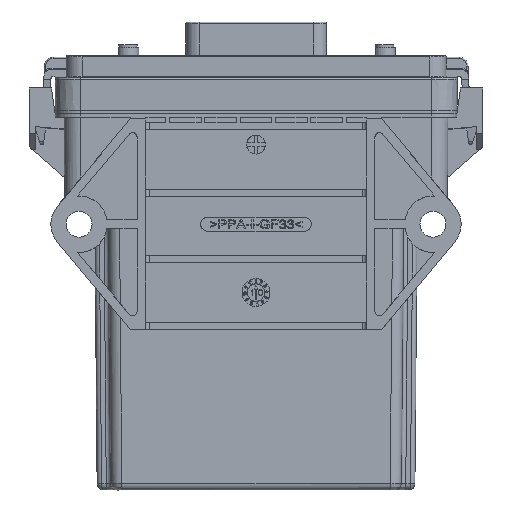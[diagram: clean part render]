
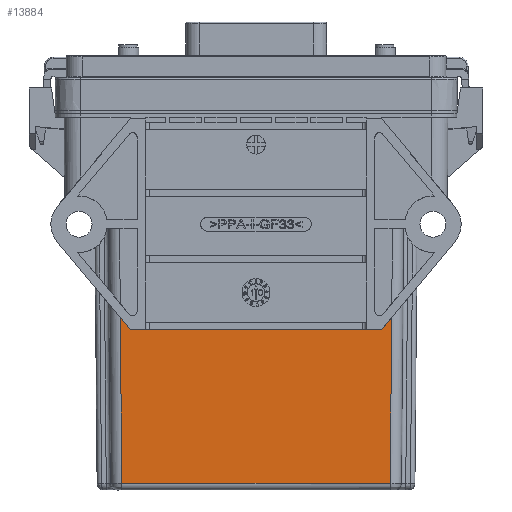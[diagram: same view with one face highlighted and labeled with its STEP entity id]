
A CAD part, front view. The second image highlights one B-rep face of the part: STEP entity #13884.
In plain terms, the highlighted planar face has unit normal (0, -1, -0.009).
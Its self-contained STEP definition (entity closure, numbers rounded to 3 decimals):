
#45 = CARTESIAN_POINT ( 'NONE',  ( -38.957, -17.596, -62.334 ) ) ;
#2590 = DIRECTION ( 'NONE',  ( -0.009, 0.009, -1. ) ) ;
#5727 = LINE ( 'NONE', #119929, #41361 ) ;
#13038 = VERTEX_POINT ( 'NONE', #173874 ) ;
#13884 = ADVANCED_FACE ( 'NONE', ( #110610 ), #40369, .T. ) ;
#15201 = ORIENTED_EDGE ( 'NONE', *, *, #75898, .T. ) ;
#27347 = DIRECTION ( 'NONE',  ( 1., 0., 0. ) ) ;
#28840 = ORIENTED_EDGE ( 'NONE', *, *, #65788, .F. ) ;
#30677 = CARTESIAN_POINT ( 'NONE',  ( 38.545, -17.18, -109.999 ) ) ;
#38519 = DIRECTION ( 'NONE',  ( 0.009, 0.009, -1. ) ) ;
#40369 = PLANE ( 'NONE',  #73809 ) ;
#41095 = DIRECTION ( 'NONE',  ( 0.642, 0.007, -0.767 ) ) ;
#41361 = VECTOR ( 'NONE', #48802, 1000. ) ;
#41399 = LINE ( 'NONE', #182659, #119251 ) ;
#42872 = LINE ( 'NONE', #30677, #141312 ) ;
#48802 = DIRECTION ( 'NONE',  ( 0.642, -0.007, 0.767 ) ) ;
#50748 = DIRECTION ( 'NONE',  ( 0., 0.009, -1. ) ) ;
#52656 = CARTESIAN_POINT ( 'NONE',  ( 36.068, -17.566, -65.786 ) ) ;
#54853 = ORIENTED_EDGE ( 'NONE', *, *, #92334, .T. ) ;
#55350 = VERTEX_POINT ( 'NONE', #152366 ) ;
#62775 = DIRECTION ( 'NONE',  ( 1., 0., 0. ) ) ;
#65788 = EDGE_CURVE ( 'NONE', #55350, #123467, #41399, .T. ) ;
#66626 = DIRECTION ( 'NONE',  ( 0., -1., -0.009 ) ) ;
#67199 = EDGE_CURVE ( 'NONE', #123467, #132555, #5727, .T. ) ;
#71185 = LINE ( 'NONE', #45, #169664 ) ;
#71495 = CARTESIAN_POINT ( 'NONE',  ( 38.545, -17.18, -109.999 ) ) ;
#73809 = AXIS2_PLACEMENT_3D ( 'NONE', #80668, #66626, #50748 ) ;
#74261 = VERTEX_POINT ( 'NONE', #125484 ) ;
#75898 = EDGE_CURVE ( 'NONE', #74261, #162537, #165583, .T. ) ;
#78091 = VECTOR ( 'NONE', #41095, 1000. ) ;
#80668 = CARTESIAN_POINT ( 'NONE',  ( -55.143, -18.098, -4.826 ) ) ;
#90721 = EDGE_LOOP ( 'NONE', ( #161359, #28840, #107043, #54853, #15201, #171630 ) ) ;
#92334 = EDGE_CURVE ( 'NONE', #13038, #74261, #71185, .T. ) ;
#107043 = ORIENTED_EDGE ( 'NONE', *, *, #108212, .F. ) ;
#108212 = EDGE_CURVE ( 'NONE', #13038, #55350, #152469, .T. ) ;
#110610 = FACE_OUTER_BOUND ( 'NONE', #90721, .T. ) ;
#119251 = VECTOR ( 'NONE', #27347, 1000. ) ;
#119929 = CARTESIAN_POINT ( 'NONE',  ( 36.068, -17.566, -65.786 ) ) ;
#121684 = CARTESIAN_POINT ( 'NONE',  ( -55.143, -17.18, -109.999 ) ) ;
#123467 = VERTEX_POINT ( 'NONE', #52656 ) ;
#125484 = CARTESIAN_POINT ( 'NONE',  ( -38.545, -17.18, -109.999 ) ) ;
#132555 = VERTEX_POINT ( 'NONE', #150215 ) ;
#141224 = VECTOR ( 'NONE', #62775, 1000. ) ;
#141312 = VECTOR ( 'NONE', #2590, 1000. ) ;
#150215 = CARTESIAN_POINT ( 'NONE',  ( 38.957, -17.596, -62.334 ) ) ;
#152366 = CARTESIAN_POINT ( 'NONE',  ( -36.068, -17.566, -65.786 ) ) ;
#152469 = LINE ( 'NONE', #184182, #78091 ) ;
#161359 = ORIENTED_EDGE ( 'NONE', *, *, #67199, .F. ) ;
#162537 = VERTEX_POINT ( 'NONE', #71495 ) ;
#165583 = LINE ( 'NONE', #121684, #141224 ) ;
#167223 = EDGE_CURVE ( 'NONE', #132555, #162537, #42872, .T. ) ;
#169664 = VECTOR ( 'NONE', #38519, 1000. ) ;
#171630 = ORIENTED_EDGE ( 'NONE', *, *, #167223, .F. ) ;
#173874 = CARTESIAN_POINT ( 'NONE',  ( -38.957, -17.596, -62.334 ) ) ;
#182659 = CARTESIAN_POINT ( 'NONE',  ( 31.623, -17.566, -65.786 ) ) ;
#184182 = CARTESIAN_POINT ( 'NONE',  ( -38.957, -17.596, -62.334 ) ) ;
